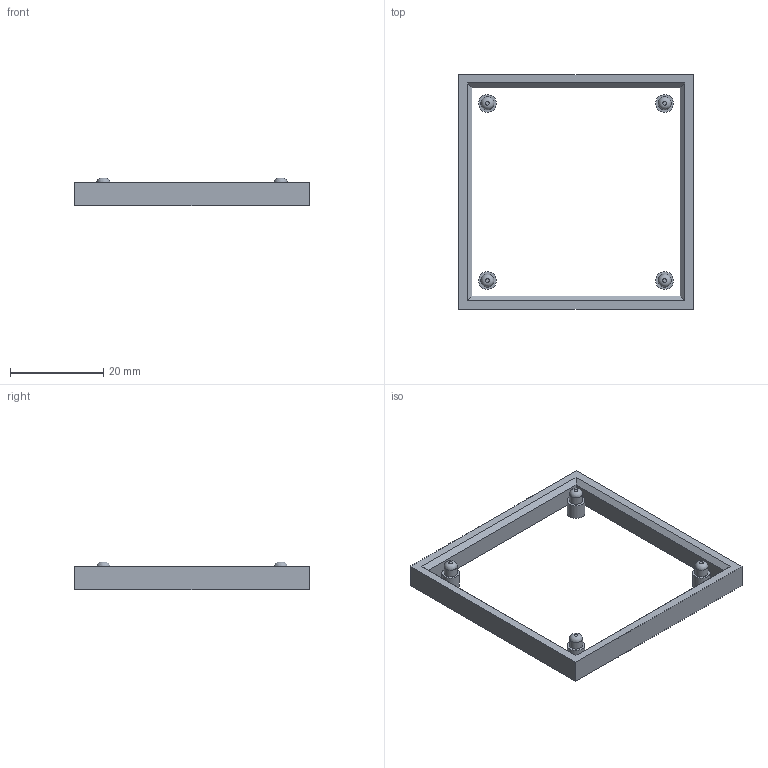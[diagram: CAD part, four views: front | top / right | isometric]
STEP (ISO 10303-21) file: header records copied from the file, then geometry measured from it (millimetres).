
FILE_DESCRIPTION(('HOOPS Exchange Step'),'2;1');
FILE_NAME('temp_export','2022-08-07T11:41:42+02:00',('asadu'),('Shapr3D Limited'),'HOOPS Exchange 2022.0','Shapr3D','Authorized');
FILE_SCHEMA( ('AP203_CONFIGURATION_CONTROLLED_3D_DESIGN_OF_MECHANICAL_PARTS_AND_ASSEMBLIES_MIM_LF') );
Length unit declared in the file: millimetre
Products named in the file (5): Pin Base; Inner pin; Motor Controller; Place Holder's; root
Assembly tree (3 placements, depth 3):
  Place Holder's
    Motor Controller
      Pin Base
      Inner pin
  root
Bounding box: 50.32 x 50.32 x 6 mm (x, y, z)
Volume: 2780.2 mm3; surface area: 3420.8 mm2
Topology: 9 solids, 9 shells, 46 faces, 100 edges, 72 vertices
Faces by surface type: plane 30, cylinder 12, torus 4
Full cylindrical faces by diameter (mm): 2.8 x8, 3.8 x4
Entity records: 1424 total; most frequent: DIRECTION 258, CARTESIAN_POINT 223, ORIENTED_EDGE 200, AXIS2_PLACEMENT_3D 107, EDGE_CURVE 100, VERTEX_POINT 72, EDGE_LOOP 56, FACE_BOUND 56
